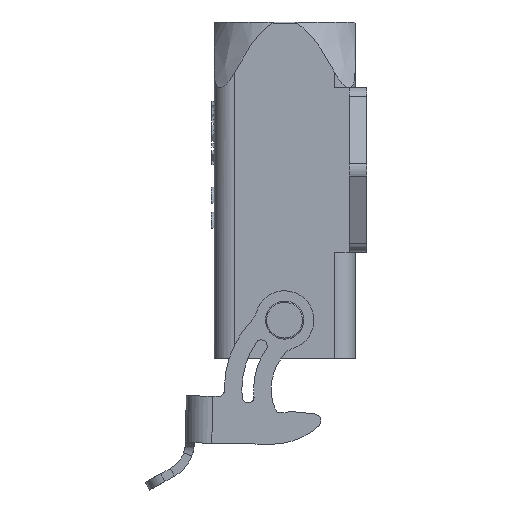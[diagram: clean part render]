
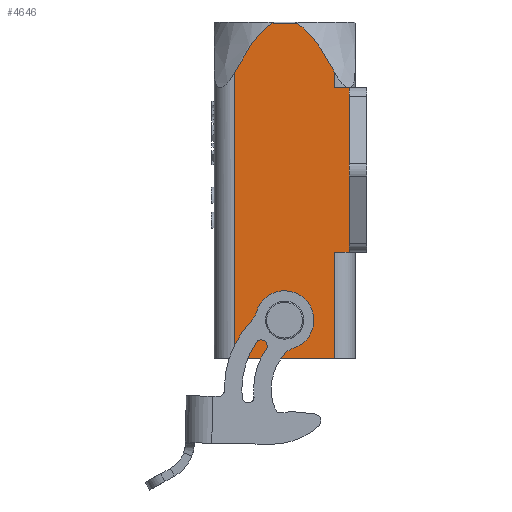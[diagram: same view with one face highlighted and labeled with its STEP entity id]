
A CAD part, left-side view. The second image highlights one B-rep face of the part: STEP entity #4646.
In plain terms, the highlighted planar face has unit normal (-1, 0, 0).
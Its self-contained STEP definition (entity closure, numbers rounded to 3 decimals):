
#13=DIRECTION('',(0.,-1.,0.));
#14=VECTOR('',#13,2.5);
#15=CARTESIAN_POINT('',(-12.,5.5,14.));
#16=LINE('',#15,#14);
#147=DIRECTION('',(0.,0.,-1.));
#148=VECTOR('',#147,2.67);
#149=CARTESIAN_POINT('',(-12.,5.5,16.67));
#150=LINE('',#149,#148);
#184=CARTESIAN_POINT('',(-12.,12.027,25.));
#185=CARTESIAN_POINT('',(-12.,11.717,24.835));
#186=CARTESIAN_POINT('',(-12.,11.099,24.432));
#187=CARTESIAN_POINT('',(-12.,10.163,23.603));
#188=CARTESIAN_POINT('',(-12.,9.236,22.576));
#189=CARTESIAN_POINT('',(-12.,8.299,21.348));
#190=CARTESIAN_POINT('',(-12.,7.374,19.963));
#191=CARTESIAN_POINT('',(-12.,6.444,18.411));
#192=CARTESIAN_POINT('',(-12.,5.816,17.268));
#193=CARTESIAN_POINT('',(-12.,5.5,16.67));
#229=DIRECTION('',(0.,-1.,0.));
#230=VECTOR('',#229,3.946);
#231=CARTESIAN_POINT('',(-12.,15.973,25.));
#232=LINE('',#231,#230);
#251=CARTESIAN_POINT('',(-12.,14.,-25.6));
#252=DIRECTION('',(1.,0.,0.));
#253=DIRECTION('',(0.,0.,-1.));
#254=AXIS2_PLACEMENT_3D('',#251,#252,#253);
#256=CARTESIAN_POINT('',(-12.,14.,-25.6));
#257=DIRECTION('',(1.,0.,0.));
#258=DIRECTION('',(0.,0.,1.));
#259=AXIS2_PLACEMENT_3D('',#256,#257,#258);
#261=DIRECTION('',(0.,0.,-1.));
#262=VECTOR('',#261,28.);
#263=CARTESIAN_POINT('',(-12.,3.,14.));
#264=LINE('',#263,#262);
#491=DIRECTION('',(0.,1.,0.));
#492=VECTOR('',#491,2.5);
#493=CARTESIAN_POINT('',(-12.,3.,-14.));
#494=LINE('',#493,#492);
#537=DIRECTION('',(0.,1.,0.));
#538=VECTOR('',#537,17.);
#539=CARTESIAN_POINT('',(-12.,5.5,-32.1));
#540=LINE('',#539,#538);
#730=CARTESIAN_POINT('',(-12.,22.5,16.67));
#731=CARTESIAN_POINT('',(-12.,22.184,17.267));
#732=CARTESIAN_POINT('',(-12.,21.557,18.409));
#733=CARTESIAN_POINT('',(-12.,20.627,19.96));
#734=CARTESIAN_POINT('',(-12.,19.704,21.343));
#735=CARTESIAN_POINT('',(-12.,18.768,22.572));
#736=CARTESIAN_POINT('',(-12.,17.831,23.608));
#737=CARTESIAN_POINT('',(-12.,16.903,24.43));
#738=CARTESIAN_POINT('',(-12.,16.283,24.835));
#739=CARTESIAN_POINT('',(-12.,15.973,25.));
#752=DIRECTION('',(0.,0.,1.));
#753=VECTOR('',#752,48.77);
#754=CARTESIAN_POINT('',(-12.,22.5,-32.1));
#755=LINE('',#754,#753);
#2089=DIRECTION('',(0.,0.,-1.));
#2090=VECTOR('',#2089,18.1);
#2091=CARTESIAN_POINT('',(-12.,5.5,-14.));
#2092=LINE('',#2091,#2090);
#3923=CARTESIAN_POINT('',(-12.,14.,-27.95));
#3924=VERTEX_POINT('',#3923);
#3925=CARTESIAN_POINT('',(-12.,14.,-23.25));
#3926=VERTEX_POINT('',#3925);
#3961=VERTEX_POINT('',#730);
#3962=VERTEX_POINT('',#739);
#3963=CARTESIAN_POINT('',(-12.,3.,-14.));
#3964=CARTESIAN_POINT('',(-12.,5.5,-14.));
#3965=VERTEX_POINT('',#3963);
#3966=VERTEX_POINT('',#3964);
#3967=CARTESIAN_POINT('',(-12.,22.5,-32.1));
#3968=VERTEX_POINT('',#3967);
#3969=CARTESIAN_POINT('',(-12.,5.5,-32.1));
#3970=VERTEX_POINT('',#3969);
#3975=CARTESIAN_POINT('',(-12.,3.,14.));
#3976=VERTEX_POINT('',#3975);
#3977=VERTEX_POINT('',#184);
#3978=VERTEX_POINT('',#193);
#3979=CARTESIAN_POINT('',(-12.,5.5,14.));
#3980=VERTEX_POINT('',#3979);
#4617=CARTESIAN_POINT('',(-12.,2.,-32.1));
#4618=DIRECTION('',(-1.,0.,0.));
#4619=DIRECTION('',(0.,0.,1.));
#4620=AXIS2_PLACEMENT_3D('',#4617,#4618,#4619);
#4621=PLANE('',#4620);
#4622=ORIENTED_EDGE('',*,*,#4605,.T.);
#4623=ORIENTED_EDGE('',*,*,#4559,.T.);
#4624=ORIENTED_EDGE('',*,*,#4532,.T.);
#4625=ORIENTED_EDGE('',*,*,#4425,.T.);
#4627=ORIENTED_EDGE('',*,*,#4626,.T.);
#4629=ORIENTED_EDGE('',*,*,#4628,.T.);
#4631=ORIENTED_EDGE('',*,*,#4630,.T.);
#4633=ORIENTED_EDGE('',*,*,#4632,.T.);
#4635=ORIENTED_EDGE('',*,*,#4634,.T.);
#4637=ORIENTED_EDGE('',*,*,#4636,.T.);
#4638=EDGE_LOOP('',(#4622,#4623,#4624,#4625,#4627,#4629,#4631,#4633,#4635,
#4637));
#4639=FACE_OUTER_BOUND('',#4638,.F.);
#4641=ORIENTED_EDGE('',*,*,#4640,.F.);
#4643=ORIENTED_EDGE('',*,*,#4642,.F.);
#4644=EDGE_LOOP('',(#4641,#4643));
#4645=FACE_BOUND('',#4644,.F.);
#4646=ADVANCED_FACE('',(#4639,#4645),#4621,.T.);
#194=B_SPLINE_CURVE_WITH_KNOTS('',3,(#184,#185,#186,#187,#188,#189,#190,#191,
#192,#193),.UNSPECIFIED.,.F.,.F.,(4,1,1,1,1,1,1,4),(0.,0.143,
0.286,0.429,0.571,0.714,
0.857,1.),.UNSPECIFIED.);
#255=CIRCLE('',#254,2.35);
#260=CIRCLE('',#259,2.35);
#740=B_SPLINE_CURVE_WITH_KNOTS('',3,(#730,#731,#732,#733,#734,#735,#736,#737,
#738,#739),.UNSPECIFIED.,.F.,.F.,(4,1,1,1,1,1,1,4),(0.,0.143,
0.286,0.429,0.571,0.714,
0.857,1.),.UNSPECIFIED.);
#4425=EDGE_CURVE('',#3980,#3976,#16,.T.);
#4532=EDGE_CURVE('',#3978,#3980,#150,.T.);
#4559=EDGE_CURVE('',#3977,#3978,#194,.T.);
#4605=EDGE_CURVE('',#3962,#3977,#232,.T.);
#4626=EDGE_CURVE('',#3976,#3965,#264,.T.);
#4628=EDGE_CURVE('',#3965,#3966,#494,.T.);
#4630=EDGE_CURVE('',#3966,#3970,#2092,.T.);
#4632=EDGE_CURVE('',#3970,#3968,#540,.T.);
#4634=EDGE_CURVE('',#3968,#3961,#755,.T.);
#4636=EDGE_CURVE('',#3961,#3962,#740,.T.);
#4640=EDGE_CURVE('',#3924,#3926,#255,.T.);
#4642=EDGE_CURVE('',#3926,#3924,#260,.T.);
